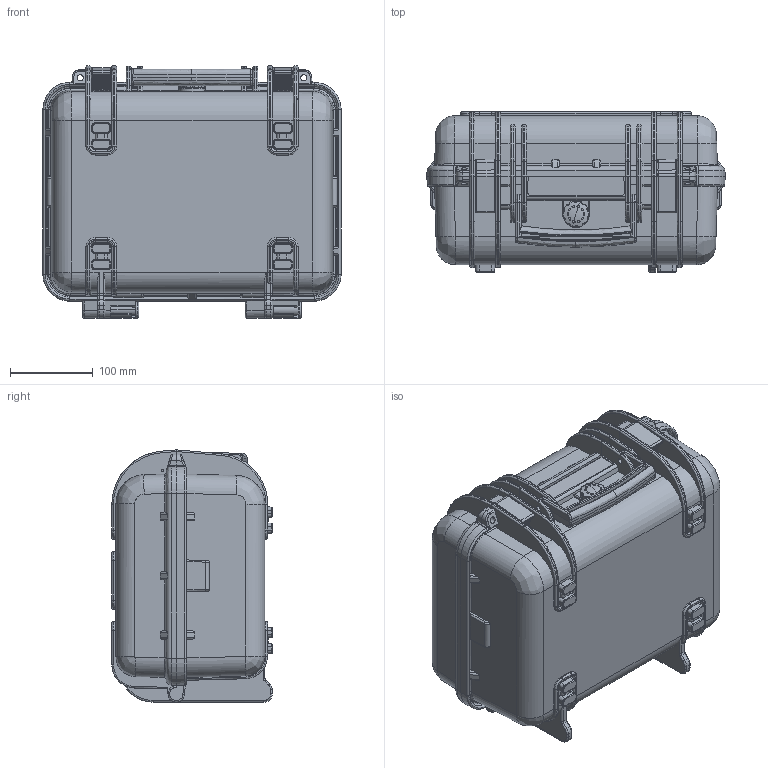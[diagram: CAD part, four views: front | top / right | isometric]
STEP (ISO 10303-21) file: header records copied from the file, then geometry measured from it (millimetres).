
FILE_DESCRIPTION (( 'STEP AP203' ), '1' );
FILE_NAME ('ZG-1309-0403.STEP', '2014-08-05T18:42:42', ( '' ), ( '' ), 'SwSTEP 2.0', 'SolidWorks 2014', '' );
FILE_SCHEMA (( 'CONFIG_CONTROL_DESIGN' ));
Length unit declared in the file: inch
Products named in the file (1): ZG-1309-0403
Bounding box: 360.7 x 194 x 305.2 mm (x, y, z)
Surface area: 884917.7 mm2 (no closed solid volume)
Topology: 0 solids, 6 shells, 1957 faces, 5451 edges, 3413 vertices
Faces by surface type: cylinder 714, plane 680, bspline 310, cone 155, torus 58, sphere 40
Entity records: 82760 total; most frequent: CARTESIAN_POINT 35085, ORIENTED_EDGE 10310, DIRECTION 9468, EDGE_CURVE 5424, VERTEX_POINT 3413, AXIS2_PLACEMENT_3D 3385, VECTOR 2698, LINE 2698
